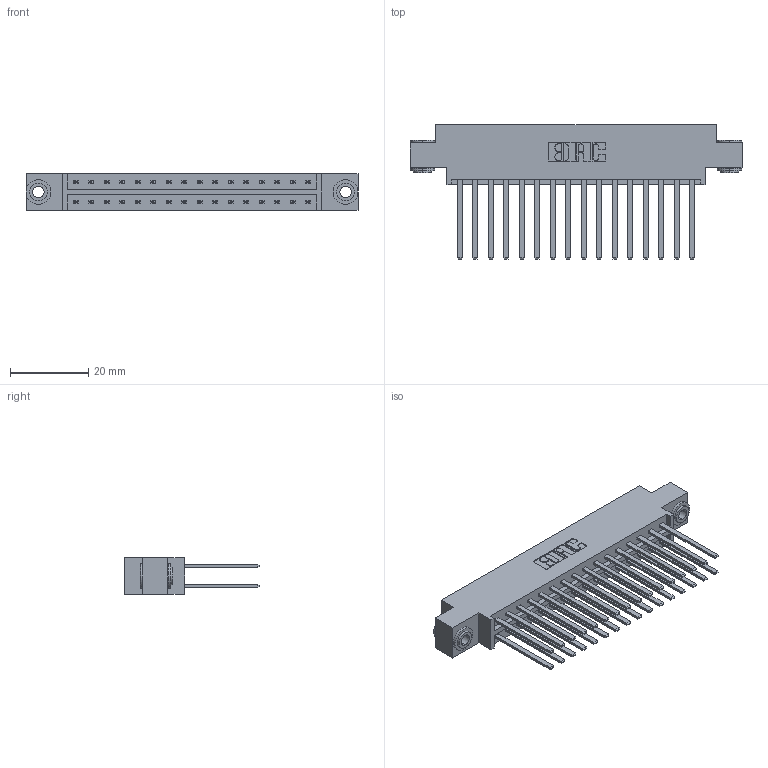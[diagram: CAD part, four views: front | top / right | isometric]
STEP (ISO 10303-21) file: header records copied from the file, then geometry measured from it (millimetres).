
FILE_DESCRIPTION (( 'STEP AP203' ), '1' );
FILE_NAME ('333-032-544-803.STEP', '2018-08-02T20:30:26', ( '' ), ( '' ), 'SwSTEP 2.0', 'SolidWorks 2016', '' );
FILE_SCHEMA (( 'CONFIG_CONTROL_DESIGN' ));
Length unit declared in the file: inch
Products named in the file (4): 333 Part_Offset - .156 Dia - TH; 345-292-001_345-293-144; 345-250-002_345-250-002-102; 333-032-544-803
Assembly tree (35 placements, depth 2):
  333-032-544-803
    333 Part_Offset - .156 Dia - TH
    345-292-001_345-293-144  x32
    345-250-002_345-250-002-102  x2
Bounding box: 84.94 x 34.3 x 9.4 mm (x, y, z)
Volume: 8668.7 mm3; surface area: 11855.2 mm2
Topology: 35 solids, 35 shells, 1628 faces, 4783 edges, 3142 vertices
Faces by surface type: plane 1108, cylinder 512, cone 8
Entity records: 14254 total; most frequent: CARTESIAN_POINT 2369, ORIENTED_EDGE 2298, DIRECTION 2099, EDGE_CURVE 1149, LINE 1001, VECTOR 1001, VERTEX_POINT 762, AXIS2_PLACEMENT_3D 549
